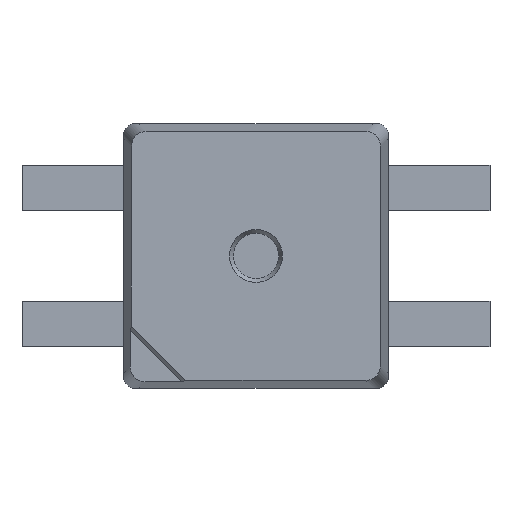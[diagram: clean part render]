
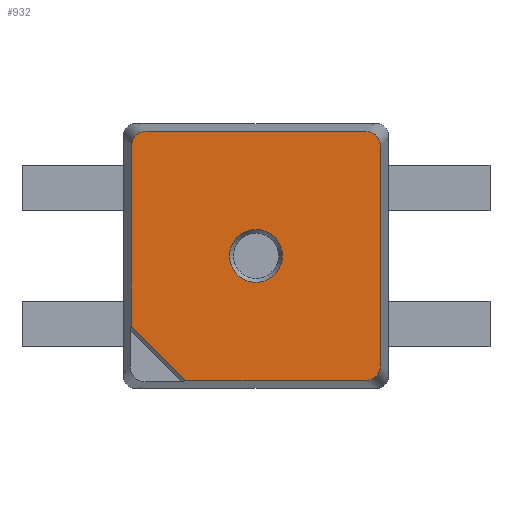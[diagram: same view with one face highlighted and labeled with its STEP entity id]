
A CAD part, top view. The second image highlights one B-rep face of the part: STEP entity #932.
In plain terms, the highlighted planar face has unit normal (0, 0, 1).
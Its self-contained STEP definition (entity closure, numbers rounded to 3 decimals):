
#50=FACE_BOUND('',#143,.T.);
#52=CIRCLE('',#1005,0.35);
#56=ELLIPSE('',#1002,0.206,0.2);
#57=ELLIPSE('',#1003,0.206,0.2);
#58=ELLIPSE('',#1004,0.206,0.2);
#88=FACE_OUTER_BOUND('',#142,.T.);
#142=EDGE_LOOP('',(#644,#645,#646,#647,#648,#649,#650,#651));
#143=EDGE_LOOP('',(#652));
#208=LINE('',#1398,#310);
#211=LINE('',#1404,#313);
#220=LINE('',#1422,#322);
#221=LINE('',#1426,#323);
#222=LINE('',#1430,#324);
#310=VECTOR('',#1108,10.);
#313=VECTOR('',#1113,10.);
#322=VECTOR('',#1124,10.);
#323=VECTOR('',#1127,10.);
#324=VECTOR('',#1130,10.);
#411=VERTEX_POINT('',#1395);
#412=VERTEX_POINT('',#1397);
#414=VERTEX_POINT('',#1403);
#422=VERTEX_POINT('',#1421);
#423=VERTEX_POINT('',#1423);
#424=VERTEX_POINT('',#1425);
#425=VERTEX_POINT('',#1427);
#426=VERTEX_POINT('',#1429);
#427=VERTEX_POINT('',#1432);
#496=EDGE_CURVE('',#411,#412,#208,.T.);
#499=EDGE_CURVE('',#412,#414,#211,.T.);
#508=EDGE_CURVE('',#422,#411,#220,.T.);
#509=EDGE_CURVE('',#423,#422,#56,.T.);
#510=EDGE_CURVE('',#424,#423,#221,.T.);
#511=EDGE_CURVE('',#425,#424,#57,.T.);
#512=EDGE_CURVE('',#426,#425,#222,.T.);
#513=EDGE_CURVE('',#414,#426,#58,.T.);
#514=EDGE_CURVE('',#427,#427,#52,.T.);
#644=ORIENTED_EDGE('',*,*,#496,.F.);
#645=ORIENTED_EDGE('',*,*,#508,.F.);
#646=ORIENTED_EDGE('',*,*,#509,.F.);
#647=ORIENTED_EDGE('',*,*,#510,.F.);
#648=ORIENTED_EDGE('',*,*,#511,.F.);
#649=ORIENTED_EDGE('',*,*,#512,.F.);
#650=ORIENTED_EDGE('',*,*,#513,.F.);
#651=ORIENTED_EDGE('',*,*,#499,.F.);
#652=ORIENTED_EDGE('',*,*,#514,.F.);
#888=PLANE('',#1001);
#932=ADVANCED_FACE('',(#88,#50),#888,.T.);
#1001=AXIS2_PLACEMENT_3D('',#1420,#1122,#1123);
#1002=AXIS2_PLACEMENT_3D('',#1424,#1125,#1126);
#1003=AXIS2_PLACEMENT_3D('',#1428,#1128,#1129);
#1004=AXIS2_PLACEMENT_3D('',#1431,#1131,#1132);
#1005=AXIS2_PLACEMENT_3D('',#1433,#1133,#1134);
#1108=DIRECTION('',(-0.707,0.707,0.));
#1113=DIRECTION('',(0.,1.,0.));
#1122=DIRECTION('center_axis',(0.,0.,1.));
#1123=DIRECTION('ref_axis',(1.,0.,0.));
#1124=DIRECTION('',(-1.,0.,0.));
#1125=DIRECTION('center_axis',(0.,0.,-1.));
#1126=DIRECTION('ref_axis',(0.707,-0.707,0.));
#1127=DIRECTION('',(0.,-1.,0.));
#1128=DIRECTION('center_axis',(0.,0.,-1.));
#1129=DIRECTION('ref_axis',(0.707,0.707,0.));
#1130=DIRECTION('',(1.,0.,0.));
#1131=DIRECTION('center_axis',(0.,0.,-1.));
#1132=DIRECTION('ref_axis',(-0.707,0.707,0.));
#1133=DIRECTION('center_axis',(0.,0.,1.));
#1134=DIRECTION('ref_axis',(-1.,0.,0.));
#1395=CARTESIAN_POINT('',(-0.931,-1.649,0.77));
#1397=CARTESIAN_POINT('',(-1.649,-0.931,0.77));
#1398=CARTESIAN_POINT('',(-1.503,-1.078,0.77));
#1403=CARTESIAN_POINT('',(-1.649,1.453,0.77));
#1404=CARTESIAN_POINT('',(-1.649,-1.75,0.77));
#1420=CARTESIAN_POINT('Origin',(0.,0.,0.77));
#1421=CARTESIAN_POINT('',(1.453,-1.649,0.77));
#1422=CARTESIAN_POINT('',(1.75,-1.649,0.77));
#1423=CARTESIAN_POINT('',(1.649,-1.453,0.77));
#1424=CARTESIAN_POINT('Origin',(1.446,-1.446,0.77));
#1425=CARTESIAN_POINT('',(1.649,1.453,0.77));
#1426=CARTESIAN_POINT('',(1.649,1.75,0.77));
#1427=CARTESIAN_POINT('',(1.453,1.649,0.77));
#1428=CARTESIAN_POINT('Origin',(1.446,1.446,0.77));
#1429=CARTESIAN_POINT('',(-1.453,1.649,0.77));
#1430=CARTESIAN_POINT('',(-1.75,1.649,0.77));
#1431=CARTESIAN_POINT('Origin',(-1.446,1.446,0.77));
#1432=CARTESIAN_POINT('',(0.35,0.,0.77));
#1433=CARTESIAN_POINT('Origin',(0.,0.,0.77));
